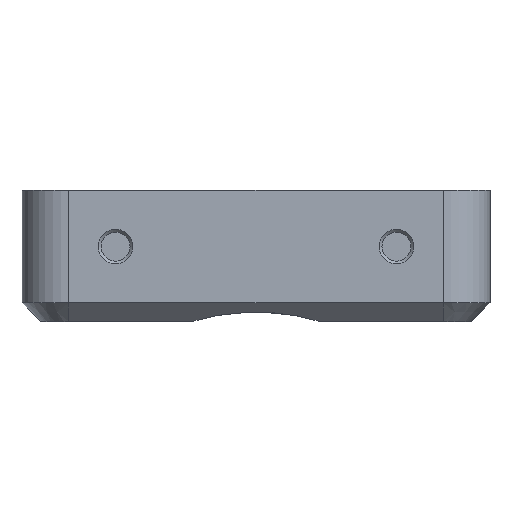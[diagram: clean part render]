
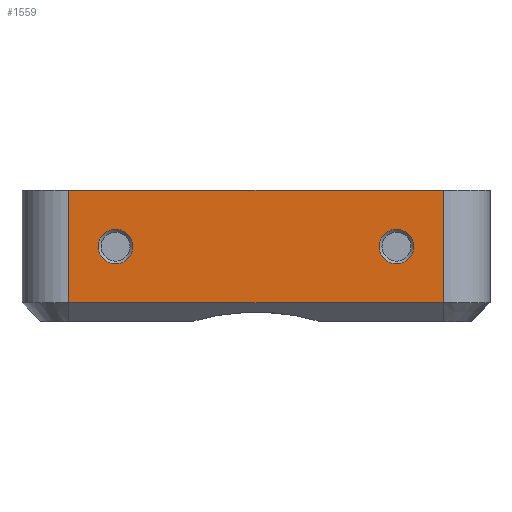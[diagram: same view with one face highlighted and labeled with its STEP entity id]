
A CAD part, front view. The second image highlights one B-rep face of the part: STEP entity #1559.
In plain terms, the highlighted planar face has unit normal (0, -1, 0).
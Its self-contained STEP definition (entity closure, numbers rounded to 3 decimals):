
#24=FACE_BOUND('',#225,.T.);
#25=FACE_BOUND('',#226,.T.);
#40=PLANE('',#1676);
#126=FACE_OUTER_BOUND('',#224,.T.);
#224=EDGE_LOOP('',(#1092,#1093,#1094,#1095));
#225=EDGE_LOOP('',(#1096));
#226=EDGE_LOOP('',(#1097));
#334=LINE('',#2426,#465);
#335=LINE('',#2428,#466);
#336=LINE('',#2430,#467);
#337=LINE('',#2431,#468);
#465=VECTOR('',#1900,10.);
#466=VECTOR('',#1901,10.);
#467=VECTOR('',#1902,10.);
#468=VECTOR('',#1903,10.);
#592=CIRCLE('',#1671,1.85);
#595=CIRCLE('',#1677,1.85);
#693=VERTEX_POINT('',#2413);
#696=VERTEX_POINT('',#2424);
#697=VERTEX_POINT('',#2425);
#698=VERTEX_POINT('',#2427);
#699=VERTEX_POINT('',#2429);
#700=VERTEX_POINT('',#2432);
#843=EDGE_CURVE('',#693,#693,#592,.T.);
#848=EDGE_CURVE('',#696,#697,#334,.T.);
#849=EDGE_CURVE('',#698,#696,#335,.T.);
#850=EDGE_CURVE('',#699,#698,#336,.T.);
#851=EDGE_CURVE('',#697,#699,#337,.T.);
#852=EDGE_CURVE('',#700,#700,#595,.T.);
#1092=ORIENTED_EDGE('',*,*,#848,.F.);
#1093=ORIENTED_EDGE('',*,*,#849,.F.);
#1094=ORIENTED_EDGE('',*,*,#850,.F.);
#1095=ORIENTED_EDGE('',*,*,#851,.F.);
#1096=ORIENTED_EDGE('',*,*,#852,.F.);
#1097=ORIENTED_EDGE('',*,*,#843,.F.);
#1559=ADVANCED_FACE('',(#126,#24,#25),#40,.T.);
#1671=AXIS2_PLACEMENT_3D('',#2414,#1886,#1887);
#1676=AXIS2_PLACEMENT_3D('',#2423,#1898,#1899);
#1677=AXIS2_PLACEMENT_3D('',#2433,#1904,#1905);
#1886=DIRECTION('center_axis',(0.,-1.,0.));
#1887=DIRECTION('ref_axis',(1.,0.,0.));
#1898=DIRECTION('center_axis',(0.,-1.,0.));
#1899=DIRECTION('ref_axis',(1.,0.,0.));
#1900=DIRECTION('',(-1.,0.,0.));
#1901=DIRECTION('',(0.,0.,-1.));
#1902=DIRECTION('',(1.,0.,0.));
#1903=DIRECTION('',(0.,0.,1.));
#1904=DIRECTION('center_axis',(0.,-1.,0.));
#1905=DIRECTION('ref_axis',(1.,0.,0.));
#2413=CARTESIAN_POINT('',(-18.03,-40.063,-15.014));
#2414=CARTESIAN_POINT('Origin',(-16.18,-40.063,-15.014));
#2423=CARTESIAN_POINT('Origin',(-56.18,-40.063,-15.014));
#2424=CARTESIAN_POINT('',(-11.18,-40.063,-21.014));
#2425=CARTESIAN_POINT('',(-51.18,-40.063,-21.014));
#2426=CARTESIAN_POINT('',(-43.68,-40.063,-21.014));
#2427=CARTESIAN_POINT('',(-11.18,-40.063,-9.014));
#2428=CARTESIAN_POINT('',(-11.18,-40.063,-15.014));
#2429=CARTESIAN_POINT('',(-51.18,-40.063,-9.014));
#2430=CARTESIAN_POINT('',(-18.68,-40.063,-9.014));
#2431=CARTESIAN_POINT('',(-51.18,-40.063,-15.014));
#2432=CARTESIAN_POINT('',(-48.03,-40.063,-15.014));
#2433=CARTESIAN_POINT('Origin',(-46.18,-40.063,-15.014));
